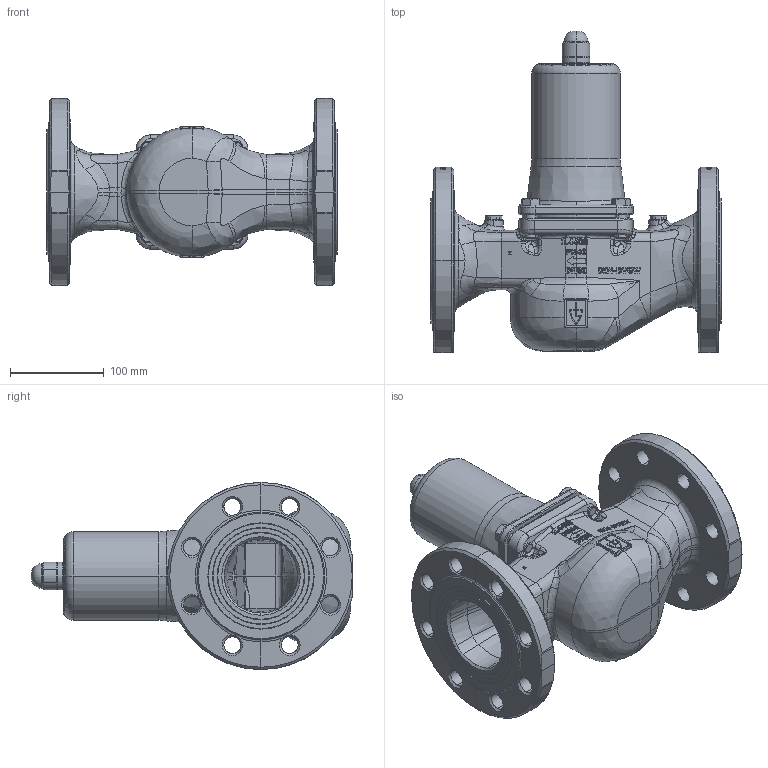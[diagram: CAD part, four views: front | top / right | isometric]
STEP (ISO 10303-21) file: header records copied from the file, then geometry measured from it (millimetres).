
FILE_DESCRIPTION (( 'STEP AP214' ), '1' );
FILE_NAME ('431mGFO-80 PN25 Dummy.STEP', '2012-02-23T10:39:31', ( 'Blankenhorn' ), ( '' ), 'SwSTEP 2.0', 'SolidWorks 2011', '' );
FILE_SCHEMA (( 'AUTOMOTIVE_DESIGN' ));
Length unit declared in the file: millimetre
Products named in the file (1): 431mGFO-80 PN25 Dummy
Bounding box: 310 x 343.5 x 200 mm (x, y, z)
Volume: 2165691.1 mm3; surface area: 512719.5 mm2
Topology: 10 solids, 10 shells, 3004 faces, 7849 edges, 5009 vertices
Faces by surface type: plane 1180, bspline 1142, cylinder 404, cone 228, torus 42, sphere 8
Entity records: 214997 total; most frequent: CARTESIAN_POINT 116825, ORIENTED_EDGE 15664, DIRECTION 9996, EDGE_CURVE 7832, VERTEX_POINT 5009, LINE 3752, VECTOR 3752, EDGE_LOOP 3227
